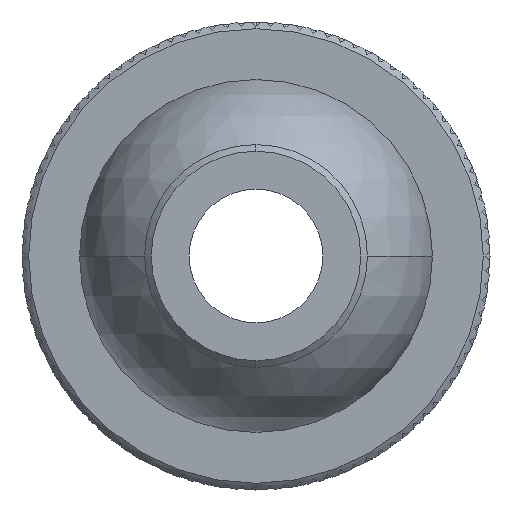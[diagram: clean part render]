
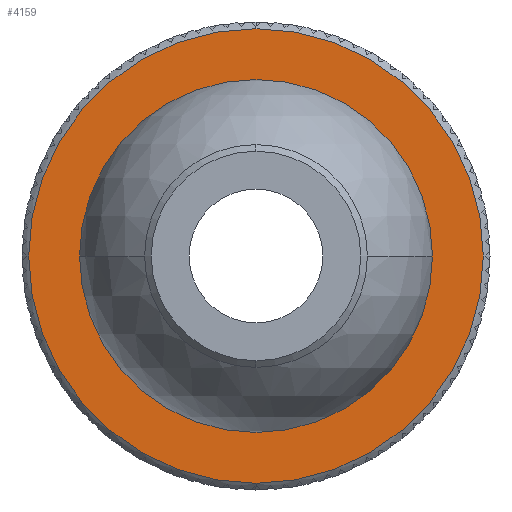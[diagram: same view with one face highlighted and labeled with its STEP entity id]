
A CAD part, left-side view. The second image highlights one B-rep face of the part: STEP entity #4159.
In plain terms, the highlighted face is planar.
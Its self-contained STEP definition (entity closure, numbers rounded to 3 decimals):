
#517 = AXIS2_PLACEMENT_3D ( 'NONE', #5411, #12450, #12609 ) ;
#631 = CARTESIAN_POINT ( 'NONE',  ( 9.35, 0., 0. ) ) ;
#678 = CARTESIAN_POINT ( 'NONE',  ( 9.35, 0., 0. ) ) ;
#1120 = CIRCLE ( 'NONE', #8652, 13.2 ) ;
#2149 = CARTESIAN_POINT ( 'NONE',  ( 9.35, 0., -17. ) ) ;
#3270 = DIRECTION ( 'NONE',  ( -1., 0., 0. ) ) ;
#3303 = AXIS2_PLACEMENT_3D ( 'NONE', #11320, #20297, #21935 ) ;
#3659 = EDGE_CURVE ( 'NONE', #5004, #17891, #11077, .T. ) ;
#3954 = DIRECTION ( 'NONE',  ( 0., 0., 1. ) ) ;
#4159 = ADVANCED_FACE ( 'NONE', ( #13581, #6095 ), #13098, .T. ) ;
#5004 = VERTEX_POINT ( 'NONE', #2149 ) ;
#5053 = EDGE_LOOP ( 'NONE', ( #14125, #14571 ) ) ;
#5411 = CARTESIAN_POINT ( 'NONE',  ( 9.35, 0., 0. ) ) ;
#5604 = CARTESIAN_POINT ( 'NONE',  ( 9.35, 0., -13.2 ) ) ;
#6095 = FACE_OUTER_BOUND ( 'NONE', #15449, .T. ) ;
#8446 = EDGE_CURVE ( 'NONE', #17891, #5004, #10166, .T. ) ;
#8652 = AXIS2_PLACEMENT_3D ( 'NONE', #13850, #3270, #8985 ) ;
#8985 = DIRECTION ( 'NONE',  ( 0., 0., 1. ) ) ;
#10166 = CIRCLE ( 'NONE', #517, 17. ) ;
#10626 = VERTEX_POINT ( 'NONE', #5604 ) ;
#11077 = CIRCLE ( 'NONE', #22545, 17. ) ;
#11320 = CARTESIAN_POINT ( 'NONE',  ( 9.35, 17., 0. ) ) ;
#11515 = ORIENTED_EDGE ( 'NONE', *, *, #8446, .T. ) ;
#12081 = ORIENTED_EDGE ( 'NONE', *, *, #3659, .T. ) ;
#12450 = DIRECTION ( 'NONE',  ( 1., 0., 0. ) ) ;
#12609 = DIRECTION ( 'NONE',  ( 0., 0., -1. ) ) ;
#12720 = CARTESIAN_POINT ( 'NONE',  ( 9.35, 0., 13.2 ) ) ;
#13098 = PLANE ( 'NONE',  #3303 ) ;
#13131 = DIRECTION ( 'NONE',  ( 1., 0., 0. ) ) ;
#13206 = DIRECTION ( 'NONE',  ( 0., 0., -1. ) ) ;
#13581 = FACE_BOUND ( 'NONE', #5053, .T. ) ;
#13850 = CARTESIAN_POINT ( 'NONE',  ( 9.35, 0., 0. ) ) ;
#14125 = ORIENTED_EDGE ( 'NONE', *, *, #15419, .T. ) ;
#14571 = ORIENTED_EDGE ( 'NONE', *, *, #17187, .T. ) ;
#15419 = EDGE_CURVE ( 'NONE', #22669, #10626, #19694, .T. ) ;
#15449 = EDGE_LOOP ( 'NONE', ( #11515, #12081 ) ) ;
#16409 = DIRECTION ( 'NONE',  ( -1., 0., 0. ) ) ;
#17187 = EDGE_CURVE ( 'NONE', #10626, #22669, #1120, .T. ) ;
#17848 = CARTESIAN_POINT ( 'NONE',  ( 9.35, 0., 17. ) ) ;
#17891 = VERTEX_POINT ( 'NONE', #17848 ) ;
#19694 = CIRCLE ( 'NONE', #20475, 13.2 ) ;
#20297 = DIRECTION ( 'NONE',  ( 1., 0., 0. ) ) ;
#20475 = AXIS2_PLACEMENT_3D ( 'NONE', #631, #16409, #3954 ) ;
#21935 = DIRECTION ( 'NONE',  ( 0., 0., -1. ) ) ;
#22545 = AXIS2_PLACEMENT_3D ( 'NONE', #678, #13131, #13206 ) ;
#22669 = VERTEX_POINT ( 'NONE', #12720 ) ;
